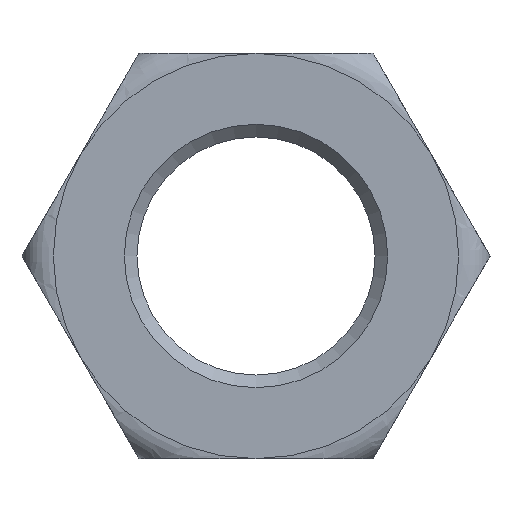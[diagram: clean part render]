
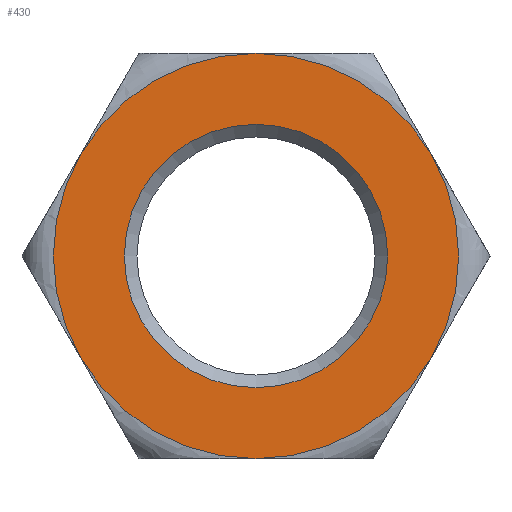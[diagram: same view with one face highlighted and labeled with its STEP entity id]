
A CAD part, front view. The second image highlights one B-rep face of the part: STEP entity #430.
In plain terms, the highlighted planar face has unit normal (0, -1, 0).
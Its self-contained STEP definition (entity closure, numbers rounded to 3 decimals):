
#10 = ORIENTED_EDGE ( 'NONE', *, *, #813, .F. ) ;
#46 = DIRECTION ( 'NONE',  ( 1., 0., 0. ) ) ;
#48 = CARTESIAN_POINT ( 'NONE',  ( 0., -21., 0. ) ) ;
#59 = CARTESIAN_POINT ( 'NONE',  ( 0., -21., 0. ) ) ;
#69 = DIRECTION ( 'NONE',  ( 0., 1., 0. ) ) ;
#75 = ORIENTED_EDGE ( 'NONE', *, *, #339, .F. ) ;
#92 = CARTESIAN_POINT ( 'NONE',  ( 0., -21., 0. ) ) ;
#118 = DIRECTION ( 'NONE',  ( 0., 1., 0. ) ) ;
#129 = CIRCLE ( 'NONE', #405, 26. ) ;
#130 = VERTEX_POINT ( 'NONE', #524 ) ;
#138 = CARTESIAN_POINT ( 'NONE',  ( 34.641, -21., 20. ) ) ;
#173 = AXIS2_PLACEMENT_3D ( 'NONE', #853, #846, #952 ) ;
#193 = VERTEX_POINT ( 'NONE', #599 ) ;
#213 = VERTEX_POINT ( 'NONE', #1197 ) ;
#216 = EDGE_CURVE ( 'NONE', #1199, #213, #700, .T. ) ;
#220 = ORIENTED_EDGE ( 'NONE', *, *, #778, .F. ) ;
#228 = LINE ( 'NONE', #1149, #1354 ) ;
#250 = ORIENTED_EDGE ( 'NONE', *, *, #882, .F. ) ;
#267 = CARTESIAN_POINT ( 'NONE',  ( 34.641, -21., 20. ) ) ;
#280 = CARTESIAN_POINT ( 'NONE',  ( 0., -21., 0. ) ) ;
#301 = ORIENTED_EDGE ( 'NONE', *, *, #616, .F. ) ;
#320 = VERTEX_POINT ( 'NONE', #506 ) ;
#329 = LINE ( 'NONE', #740, #1280 ) ;
#333 = VERTEX_POINT ( 'NONE', #1024 ) ;
#334 = CARTESIAN_POINT ( 'NONE',  ( 0., -21., 0. ) ) ;
#335 = VECTOR ( 'NONE', #446, 1000. ) ;
#339 = EDGE_CURVE ( 'NONE', #951, #333, #553, .T. ) ;
#341 = LINE ( 'NONE', #726, #335 ) ;
#352 = AXIS2_PLACEMENT_3D ( 'NONE', #280, #69, #1122 ) ;
#353 = ORIENTED_EDGE ( 'NONE', *, *, #1302, .F. ) ;
#389 = DIRECTION ( 'NONE',  ( 1., 0., 0. ) ) ;
#391 = DIRECTION ( 'NONE',  ( 1., 0., 0. ) ) ;
#405 = AXIS2_PLACEMENT_3D ( 'NONE', #334, #118, #533 ) ;
#418 = EDGE_CURVE ( 'NONE', #193, #193, #129, .T. ) ;
#429 = AXIS2_PLACEMENT_3D ( 'NONE', #1152, #724, #389 ) ;
#430 = ADVANCED_FACE ( 'NONE', ( #527, #866 ), #859, .F. ) ;
#441 = VECTOR ( 'NONE', #764, 1000. ) ;
#446 = DIRECTION ( 'NONE',  ( 1., 0., 0. ) ) ;
#449 = EDGE_CURVE ( 'NONE', #838, #1199, #329, .T. ) ;
#470 = DIRECTION ( 'NONE',  ( 0., 1., 0. ) ) ;
#500 = AXIS2_PLACEMENT_3D ( 'NONE', #48, #870, #884 ) ;
#506 = CARTESIAN_POINT ( 'NONE',  ( 0., -21., 40. ) ) ;
#524 = CARTESIAN_POINT ( 'NONE',  ( 0., -21., 40. ) ) ;
#527 = FACE_BOUND ( 'NONE', #1101, .T. ) ;
#533 = DIRECTION ( 'NONE',  ( 0., 0., 1. ) ) ;
#548 = CIRCLE ( 'NONE', #1251, 40. ) ;
#553 = CIRCLE ( 'NONE', #429, 40. ) ;
#569 = LINE ( 'NONE', #1295, #441 ) ;
#570 = ORIENTED_EDGE ( 'NONE', *, *, #216, .F. ) ;
#579 = DIRECTION ( 'NONE',  ( 1., 0., 0. ) ) ;
#599 = CARTESIAN_POINT ( 'NONE',  ( 0., -21., 26. ) ) ;
#616 = EDGE_CURVE ( 'NONE', #1057, #951, #228, .T. ) ;
#632 = DIRECTION ( 'NONE',  ( -1., 0., 0. ) ) ;
#663 = ORIENTED_EDGE ( 'NONE', *, *, #418, .T. ) ;
#698 = ORIENTED_EDGE ( 'NONE', *, *, #1071, .F. ) ;
#700 = CIRCLE ( 'NONE', #820, 40. ) ;
#716 = CIRCLE ( 'NONE', #500, 40. ) ;
#724 = DIRECTION ( 'NONE',  ( 0., 1., 0. ) ) ;
#726 = CARTESIAN_POINT ( 'NONE',  ( -23.094, -21., 40. ) ) ;
#740 = CARTESIAN_POINT ( 'NONE',  ( 23.094, -21., 40. ) ) ;
#764 = DIRECTION ( 'NONE',  ( 0.5, 0., 0.866 ) ) ;
#778 = EDGE_CURVE ( 'NONE', #1023, #130, #716, .T. ) ;
#780 = VERTEX_POINT ( 'NONE', #889 ) ;
#790 = CARTESIAN_POINT ( 'NONE',  ( 0., -21., -40. ) ) ;
#813 = EDGE_CURVE ( 'NONE', #780, #1023, #569, .T. ) ;
#820 = AXIS2_PLACEMENT_3D ( 'NONE', #881, #986, #46 ) ;
#838 = VERTEX_POINT ( 'NONE', #267 ) ;
#846 = DIRECTION ( 'NONE',  ( 0., 1., 0. ) ) ;
#853 = CARTESIAN_POINT ( 'NONE',  ( 0., -21., 0. ) ) ;
#859 = PLANE ( 'NONE',  #173 ) ;
#866 = FACE_OUTER_BOUND ( 'NONE', #1247, .T. ) ;
#870 = DIRECTION ( 'NONE',  ( 0., 1., 0. ) ) ;
#881 = CARTESIAN_POINT ( 'NONE',  ( 0., -21., 0. ) ) ;
#882 = EDGE_CURVE ( 'NONE', #213, #1057, #976, .T. ) ;
#884 = DIRECTION ( 'NONE',  ( 1., 0., 0. ) ) ;
#889 = CARTESIAN_POINT ( 'NONE',  ( -34.641, -21., 20. ) ) ;
#951 = VERTEX_POINT ( 'NONE', #953 ) ;
#952 = DIRECTION ( 'NONE',  ( 0., 0., 1. ) ) ;
#953 = CARTESIAN_POINT ( 'NONE',  ( 0., -21., -40. ) ) ;
#967 = ORIENTED_EDGE ( 'NONE', *, *, #1106, .F. ) ;
#976 = CIRCLE ( 'NONE', #1104, 40. ) ;
#986 = DIRECTION ( 'NONE',  ( 0., 1., 0. ) ) ;
#1023 = VERTEX_POINT ( 'NONE', #1108 ) ;
#1024 = CARTESIAN_POINT ( 'NONE',  ( -34.641, -21., -20. ) ) ;
#1057 = VERTEX_POINT ( 'NONE', #790 ) ;
#1058 = DIRECTION ( 'NONE',  ( 0.5, 0., -0.866 ) ) ;
#1071 = EDGE_CURVE ( 'NONE', #320, #838, #1338, .T. ) ;
#1101 = EDGE_LOOP ( 'NONE', ( #663 ) ) ;
#1104 = AXIS2_PLACEMENT_3D ( 'NONE', #92, #1331, #391 ) ;
#1106 = EDGE_CURVE ( 'NONE', #130, #320, #341, .T. ) ;
#1108 = CARTESIAN_POINT ( 'NONE',  ( -34.641, -21., 20. ) ) ;
#1122 = DIRECTION ( 'NONE',  ( 1., 0., 0. ) ) ;
#1149 = CARTESIAN_POINT ( 'NONE',  ( 23.094, -21., -40. ) ) ;
#1152 = CARTESIAN_POINT ( 'NONE',  ( 0., -21., 0. ) ) ;
#1197 = CARTESIAN_POINT ( 'NONE',  ( 34.641, -21., -20. ) ) ;
#1199 = VERTEX_POINT ( 'NONE', #138 ) ;
#1225 = ORIENTED_EDGE ( 'NONE', *, *, #449, .F. ) ;
#1247 = EDGE_LOOP ( 'NONE', ( #75, #301, #250, #570, #1225, #698, #967, #220, #10, #353 ) ) ;
#1251 = AXIS2_PLACEMENT_3D ( 'NONE', #59, #470, #579 ) ;
#1280 = VECTOR ( 'NONE', #1058, 1000. ) ;
#1295 = CARTESIAN_POINT ( 'NONE',  ( -46.188, -21., 0. ) ) ;
#1302 = EDGE_CURVE ( 'NONE', #333, #780, #548, .T. ) ;
#1331 = DIRECTION ( 'NONE',  ( 0., 1., 0. ) ) ;
#1338 = CIRCLE ( 'NONE', #352, 40. ) ;
#1354 = VECTOR ( 'NONE', #632, 1000. ) ;
